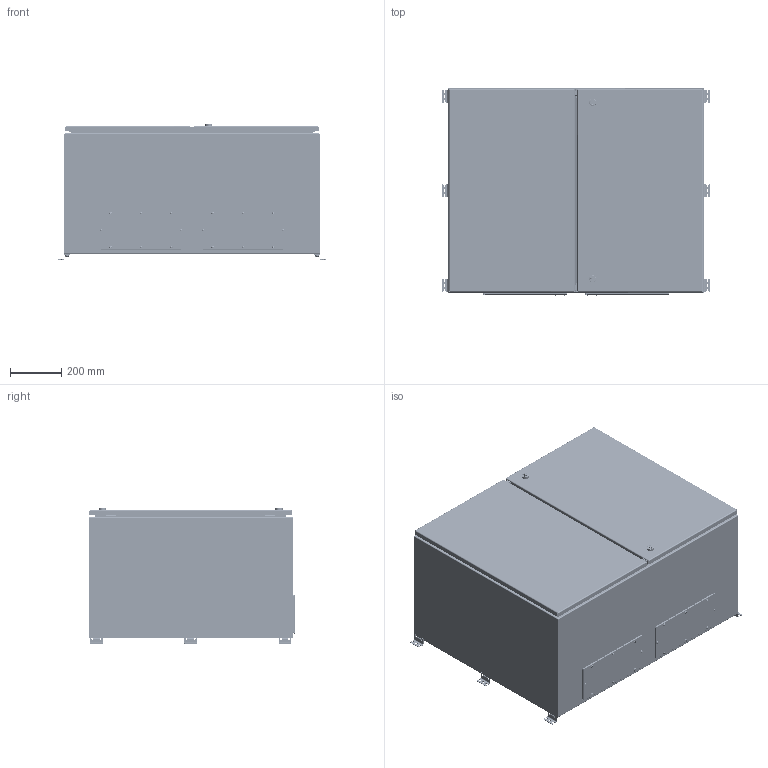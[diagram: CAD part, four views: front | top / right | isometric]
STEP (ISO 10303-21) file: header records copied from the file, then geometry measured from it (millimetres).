
FILE_DESCRIPTION (( 'STEP AP214' ), '1' );
FILE_NAME ('21.100.080.50.STEP', '2025-02-06T09:05:47', ( '' ), ( '' ), 'SwSTEP 2.0', 'SolidWorks 2021', '' );
FILE_SCHEMA (( 'AUTOMOTIVE_DESIGN' ));
Length unit declared in the file: millimetre
Products named in the file (43): 墊片_1; 扻豵鵨 W1000H800D500; Äâåðü ïðàâàÿ W1000H800; Äâåðü ëåâàÿ W1000H800; Âèíò DIN 967 Ì5õ16 ñ ïîëóêðóãëîé ãîëîâêîé ñ êðåñòîîáðàçíûì øëèöåì; Øïèëüêà ïðèâàðíàÿ Ì8õ25; 妈眚 DIN 912-󋔊0-Zn; 署赅 W330D150; 螺母_1; Ãàéêà DIN934- Ì4-Zn; Äâåðíîé ïðîôèëü ÌÊ 20 Í800; Ãàñêåòèíã ëåâîé äâåðè W1000H800; Ãàñêåòèíã äâåðè W1000H800; 鐵墊圈_1; Ïðîêëàäêà êðûøêè ÄÌ W330D150; 逄闉; Äâåðíîå ïîëîòíî ëåâîå W1000H800; 小頭螺絲_1; Äâåðíîå ïîëîòíî ïðàâîå W1000H800; Ïåðô. ïðîôèëü äëÿ äíà è ñòåíêè D500; Ðåçèíêà øàðíèðà; Âòóëêà øàðíèðà; Âèíò Ì4õ10 ìåáåëüíûé; Ãàéêà M8 DIN6923.step; 栺樇罻 H800D500; 昑 W1000H800; 剒蜲錪_30403583_MESAN; Çàêëåïêà ðåçüáîâàÿ Ì5 øåñòèãðàííàÿ ñ óìåíüøåííûì áîðòîì; 鎖芯_1; 主體_1; Áîëò Ì6õ10 ñ øåñòèãðàííîé ãîëîâêîé ñ ïðåññøàéáîé; Ïåòëÿ ùèòîâàÿ ïðèâàðíàÿ; 昢膼碴鍣 膰豵鵨 W1000H800D500; 嵑謺麃 瀁蠉澼鍣 094; 21.100.080.50; Øïèëüêà ïðèâàðíàÿ Ì6õ16; 嵑謺麃 瀁蠉澼鍣2 094; ﾇ瑟鶴 MS-705-3D; 471.100 Íàñòåííîå êðåïëåíèå; Çàêëåïêà ðåçüáîâàÿ Ì8 øåñòèãðàííàÿ ñ óìåíüøåííûì áîðòîì ...
Assembly tree (151 placements, depth 4):
  21.100.080.50
    昢膼碴鍣 膰豵鵨 W1000H800D500
      扻豵鵨 W1000H800D500
      栺樇罻 H800D500  x2
      Çàêëåïêà ðåçüáîâàÿ Ì5 øåñòèãðàííàÿ ñ óìåíüøåííûì áîðòîì  x16
      Çàêëåïêà ðåçüáîâàÿ Ì8 øåñòèãðàííàÿ ñ óìåíüøåííûì áîðòîì  x6
      Øïèëüêà ïðèâàðíàÿ Ì8õ25  x6
      Øïèëüêà ïðèâàðíàÿ Ì6õ16  x8
    Äâåðü ëåâàÿ W1000H800
      Äâåðíîå ïîëîòíî ëåâîå W1000H800
      Ãàñêåòèíã ëåâîé äâåðè W1000H800
      Ïðîôèëü äâåðíîé H800  x2
      Øïèëüêà ïðèâàðíàÿ Ì6õ16  x2
      Ïåòëÿ ùèòîâàÿ ïðèâàðíàÿ  x2
    Äâåðü ïðàâàÿ W1000H800
      Äâåðíîå ïîëîòíî ïðàâîå W1000H800
      Ãàñêåòèíã äâåðè W1000H800
      Ïðîôèëü äâåðíîé H800  x2
      Øïèëüêà ïðèâàðíàÿ Ì6õ16  x2
      Ïåòëÿ ùèòîâàÿ ïðèâàðíàÿ  x2
      ﾇ瑟鶴 MS-705-3D  x2
        主體_1
        鎖芯_1
        墊片_1
        螺母_1
        鐵墊圈_1
        小頭螺絲_1
        剒蜲錪_30403583_MESAN
    昑 W1000H800
    署赅 W330D150  x2
    Ïðîêëàäêà êðûøêè ÄÌ W330D150  x2
    嵑謺麃 瀁蠉澼鍣2 094  x2
      嵑謺麃
      Âòóëêà øàðíèðà
      Ðåçèíêà øàðíèðà
    嵑謺麃 瀁蠉澼鍣 094  x2
      嵑謺麃
      Âòóëêà øàðíèðà
      Ðåçèíêà øàðíèðà
    471.100 Íàñòåííîå êðåïëåíèå  x6
    逄闉  x2
    妈眚 DIN 912-󋔊0-Zn  x6
    Âèíò DIN 967 Ì5õ16 ñ ïîëóêðóãëîé ãîëîâêîé ñ êðåñòîîáðàçíûì øëèöåì  x16
    Âèíò Ì4õ10 ìåáåëüíûé  x4
    Ãàéêà DIN934- Ì4-Zn  x4
    Áîëò Ì6õ10 ñ øåñòèãðàííîé ãîëîâêîé ñ ïðåññøàéáîé  x8
    Ãàéêà M8 DIN6923.step  x6
    Äâåðíîé ïðîôèëü ÌÊ 20 Í800  x4
    Ïåðô. ïðîôèëü äëÿ äíà è ñòåíêè D500  x4
    Ãàéêà Ì6 äëÿ øïèëüêè  x8
Bounding box: 1052 x 810.45 x 531 mm (x, y, z)
Volume: 8402772.8 mm3; surface area: 9848782.6 mm2
Topology: 156 solids, 156 shells, 7520 faces, 19151 edges, 12041 vertices
Faces by surface type: cylinder 3203, plane 2911, bspline 554, cone 542, torus 258, sphere 52
Entity records: 91355 total; most frequent: CARTESIAN_POINT 33156, ORIENTED_EDGE 11100, DIRECTION 9905, EDGE_CURVE 5550, AXIS2_PLACEMENT_3D 3501, VERTEX_POINT 3497, LINE 2903, VECTOR 2903
